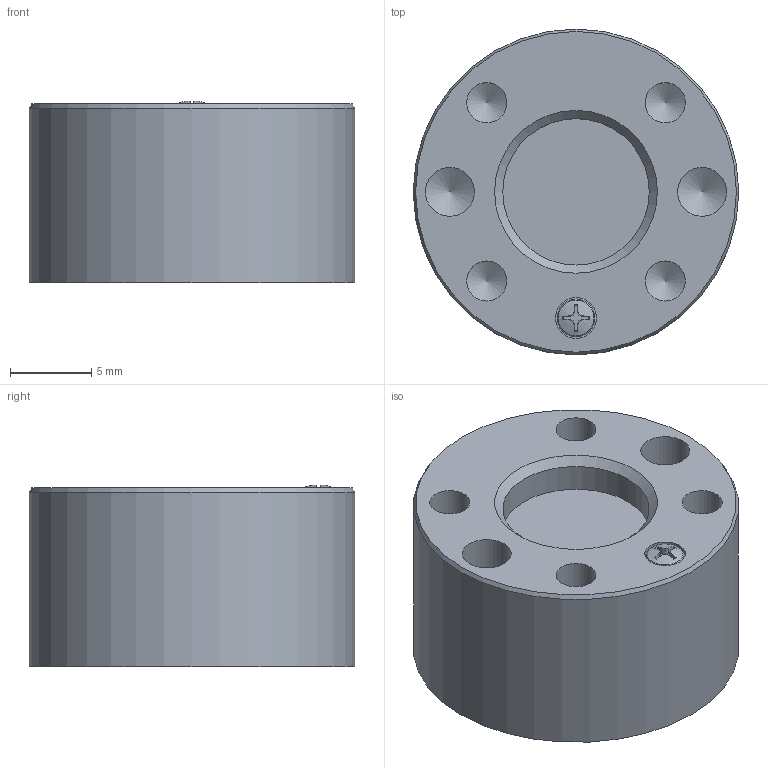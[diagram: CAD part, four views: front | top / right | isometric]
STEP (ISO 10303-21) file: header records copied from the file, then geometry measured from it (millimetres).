
FILE_DESCRIPTION(/* description */ (''),/* implementation_level */ '2;1');
FILE_NAME(/* name */ 'Link 6 (Flange).stp',/* time_stamp */ '2024-07-18T08:17:22-04:00',/* author */ ('cbernier'),/* organization */ (''),/* preprocessor_version */ 'ST-DEVELOPER v20',/* originating_system */ 'Autodesk Inventor 2024',/* authorisation */ '');
FILE_SCHEMA (('AUTOMOTIVE_DESIGN { 1 0 10303 214 3 1 1 }'));
Length unit declared in the file: inch
Products named in the file (1): Link 6
Bounding box: 20 x 20 x 11.18 mm (x, y, z)
Volume: 3181.6 mm3; surface area: 1584.5 mm2
Topology: 1 solids, 2 shells, 66 faces, 166 edges, 108 vertices
Faces by surface type: cylinder 26, plane 22, cone 13, torus 2, bspline 2, sphere 1
Full cylindrical faces by diameter (mm): 1.145 x6, 1.567 x6, 2.3 x1, 2.464 x4, 2.5 x1, 3 x2, 9 x1, 20 x1
Entity records: 3160 total; most frequent: CARTESIAN_POINT 1568, ORIENTED_EDGE 320, DIRECTION 306, EDGE_CURVE 160, AXIS2_PLACEMENT_3D 123, VERTEX_POINT 108, EDGE_LOOP 76, FACE_OUTER_BOUND 66
